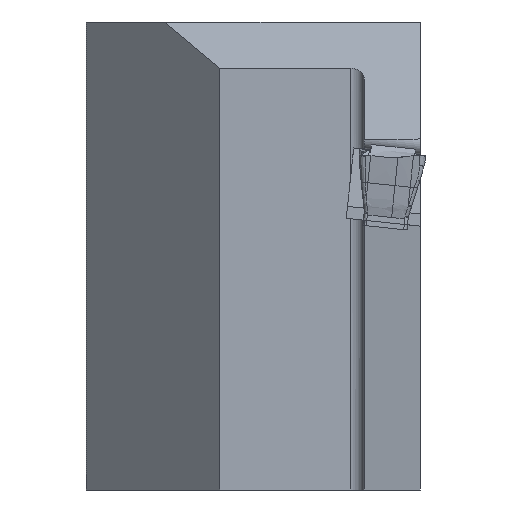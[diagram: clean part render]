
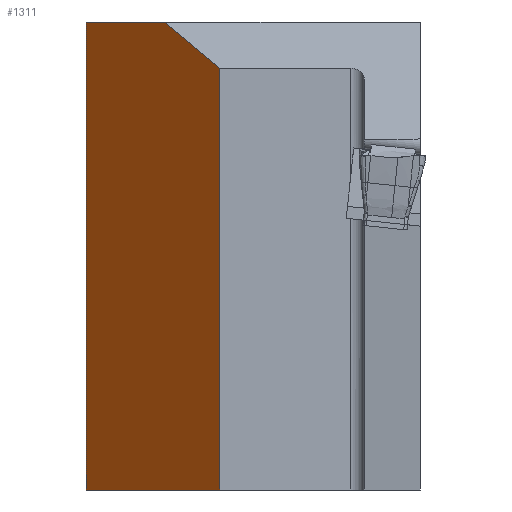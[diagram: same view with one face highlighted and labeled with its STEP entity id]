
A CAD part, left-side view. The second image highlights one B-rep face of the part: STEP entity #1311.
In plain terms, the highlighted planar face has unit normal (-0.707, 0.707, 0).
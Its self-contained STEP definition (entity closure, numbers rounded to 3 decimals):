
#1311=ADVANCED_FACE('',(#1458),#1430,.T.);
#1430=PLANE('',#3356);
#1458=FACE_OUTER_BOUND('',#1579,.T.);
#1579=EDGE_LOOP('',(#1751,#1752,#1753,#1754,#1755));
#1751=ORIENTED_EDGE('',*,*,#2772,.F.);
#1752=ORIENTED_EDGE('',*,*,#2756,.T.);
#1753=ORIENTED_EDGE('',*,*,#2768,.T.);
#1754=ORIENTED_EDGE('',*,*,#2778,.T.);
#1755=ORIENTED_EDGE('',*,*,#2763,.T.);
#2484=VERTEX_POINT('',#3636);
#2485=VERTEX_POINT('',#3638);
#2488=VERTEX_POINT('',#3649);
#2489=VERTEX_POINT('',#3651);
#2492=VERTEX_POINT('',#3659);
#2756=EDGE_CURVE('',#2485,#2484,#3138,.T.);
#2763=EDGE_CURVE('',#2489,#2488,#3144,.T.);
#2768=EDGE_CURVE('',#2484,#2492,#3149,.T.);
#2772=EDGE_CURVE('',#2485,#2488,#3153,.T.);
#2778=EDGE_CURVE('',#2492,#2489,#3156,.T.);
#3138=LINE('',#3637,#3234);
#3144=LINE('',#3650,#3240);
#3149=LINE('',#3660,#3245);
#3153=LINE('',#3667,#3249);
#3156=LINE('',#3679,#3252);
#3234=VECTOR('',#3416,1.);
#3240=VECTOR('',#3428,1.);
#3245=VECTOR('',#3435,1.);
#3249=VECTOR('',#3441,1.);
#3252=VECTOR('',#3456,1.);
#3356=AXIS2_PLACEMENT_3D('',#3680,#3457,#3458);
#3416=DIRECTION('',(0.608,0.608,0.51));
#3428=DIRECTION('',(-0.707,-0.707,0.));
#3435=DIRECTION('',(0.707,0.707,0.));
#3441=DIRECTION('',(0.,0.,-1.));
#3456=DIRECTION('',(0.,0.,-1.));
#3457=DIRECTION('',(-0.707,0.707,0.));
#3458=DIRECTION('',(-0.707,-0.707,0.));
#3636=CARTESIAN_POINT('',(17.114,19.114,10.));
#3637=CARTESIAN_POINT('',(89.362,91.362,70.623));
#3638=CARTESIAN_POINT('',(13.,15.,6.548));
#3649=CARTESIAN_POINT('',(13.,15.,-25.));
#3650=CARTESIAN_POINT('',(11.5,13.5,-25.));
#3651=CARTESIAN_POINT('',(23.,25.,-25.));
#3659=CARTESIAN_POINT('',(23.,25.,10.));
#3660=CARTESIAN_POINT('',(14.442,16.442,10.));
#3667=CARTESIAN_POINT('',(13.,15.,10.));
#3679=CARTESIAN_POINT('',(23.,25.,252.633));
#3680=CARTESIAN_POINT('',(13.,15.,252.633));
